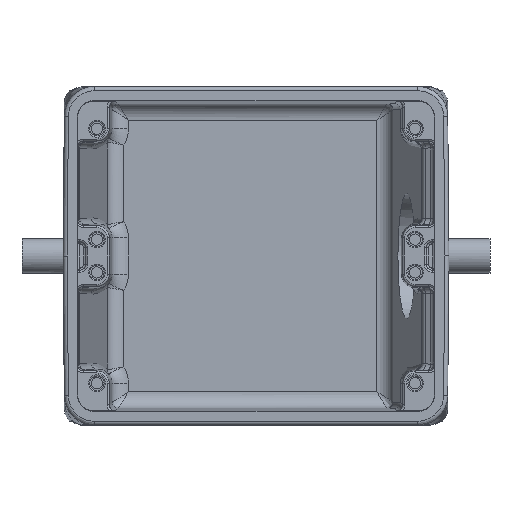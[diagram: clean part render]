
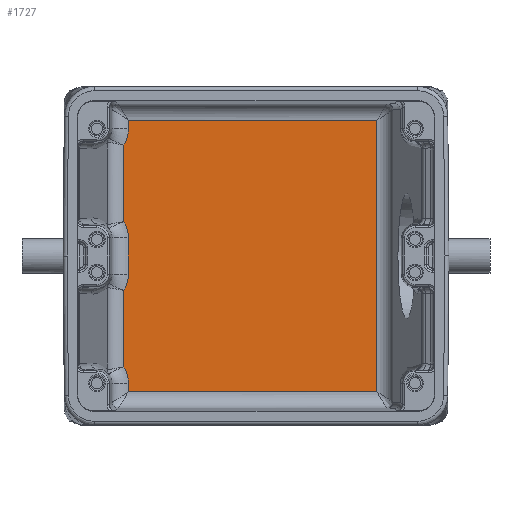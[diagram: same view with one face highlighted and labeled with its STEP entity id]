
A CAD part, front view. The second image highlights one B-rep face of the part: STEP entity #1727.
In plain terms, the highlighted planar face has unit normal (0, -1, 0).
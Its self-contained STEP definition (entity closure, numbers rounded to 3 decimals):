
#1029=FACE_OUTER_BOUND('',#2745,.T.);
#1727=ADVANCED_FACE('NONE',(#1029),#2033,.F.);
#2033=PLANE('',#10535);
#2745=EDGE_LOOP('',(#5619,#5620,#5621,#5622,#5623,#5624,#5625,#5626,#5627,
#5628,#5629,#5630));
#3223=CIRCLE('',#10444,7.646);
#3226=CIRCLE('',#10449,7.646);
#3229=CIRCLE('',#10454,7.646);
#3230=CIRCLE('',#10457,7.646);
#5619=ORIENTED_EDGE('',*,*,#7982,.F.);
#5620=ORIENTED_EDGE('',*,*,#7981,.F.);
#5621=ORIENTED_EDGE('',*,*,#7979,.F.);
#5622=ORIENTED_EDGE('',*,*,#7977,.F.);
#5623=ORIENTED_EDGE('',*,*,#7976,.F.);
#5624=ORIENTED_EDGE('',*,*,#7973,.F.);
#5625=ORIENTED_EDGE('',*,*,#7987,.F.);
#5626=ORIENTED_EDGE('',*,*,#8097,.T.);
#5627=ORIENTED_EDGE('',*,*,#7984,.F.);
#5628=ORIENTED_EDGE('',*,*,#8026,.F.);
#5629=ORIENTED_EDGE('',*,*,#7971,.F.);
#5630=ORIENTED_EDGE('',*,*,#7983,.F.);
#6556=VERTEX_POINT('',#16056);
#6559=VERTEX_POINT('',#16122);
#6568=VERTEX_POINT('',#16259);
#6571=VERTEX_POINT('',#16325);
#6638=VERTEX_POINT('',#17121);
#6641=VERTEX_POINT('',#17151);
#6734=VERTEX_POINT('',#17889);
#6735=VERTEX_POINT('',#17893);
#6737=VERTEX_POINT('',#17901);
#6738=VERTEX_POINT('',#17905);
#6739=VERTEX_POINT('',#17915);
#6741=VERTEX_POINT('',#17921);
#7971=EDGE_CURVE('NONE',#6734,#6641,#8787,.T.);
#7973=EDGE_CURVE('NONE',#6735,#6556,#3223,.T.);
#7976=EDGE_CURVE('NONE',#6556,#6559,#8788,.T.);
#7977=EDGE_CURVE('NONE',#6559,#6737,#3226,.T.);
#7979=EDGE_CURVE('NONE',#6737,#6738,#8789,.T.);
#7981=EDGE_CURVE('NONE',#6738,#6568,#3229,.T.);
#7982=EDGE_CURVE('NONE',#6568,#6571,#8790,.T.);
#7983=EDGE_CURVE('NONE',#6571,#6734,#3230,.T.);
#7984=EDGE_CURVE('NONE',#6638,#6739,#8791,.T.);
#7987=EDGE_CURVE('NONE',#6741,#6735,#8793,.T.);
#8026=EDGE_CURVE('NONE',#6641,#6638,#8813,.T.);
#8097=EDGE_CURVE('NONE',#6741,#6739,#8860,.T.);
#8787=LINE('',#17888,#9507);
#8788=LINE('',#17898,#9508);
#8789=LINE('',#17904,#9509);
#8790=LINE('',#17910,#9510);
#8791=LINE('',#17914,#9511);
#8793=LINE('',#17920,#9513);
#8813=LINE('',#18229,#9533);
#8860=LINE('',#18395,#9580);
#9507=VECTOR('',#12875,1.);
#9508=VECTOR('',#12888,1.);
#9509=VECTOR('',#12897,1.);
#9510=VECTOR('',#12906,1.);
#9511=VECTOR('',#12913,1.);
#9513=VECTOR('',#12919,1.);
#9533=VECTOR('',#12973,1.);
#9580=VECTOR('',#13134,1.);
#10444=AXIS2_PLACEMENT_3D('',#17892,#12880,#12881);
#10449=AXIS2_PLACEMENT_3D('',#17900,#12891,#12892);
#10454=AXIS2_PLACEMENT_3D('',#17908,#12902,#12903);
#10457=AXIS2_PLACEMENT_3D('',#17912,#12909,#12910);
#10535=AXIS2_PLACEMENT_3D('',#18396,#13135,#13136);
#12875=DIRECTION('',(0.,0.,1.));
#12880=DIRECTION('',(0.,-1.,0.));
#12881=DIRECTION('',(-1.,0.,0.));
#12888=DIRECTION('',(0.,0.,1.));
#12891=DIRECTION('',(0.,-1.,0.));
#12892=DIRECTION('',(0.,0.,1.));
#12897=DIRECTION('',(0.,0.,1.));
#12902=DIRECTION('',(0.,-1.,0.));
#12903=DIRECTION('',(-1.,0.,0.));
#12906=DIRECTION('',(0.,0.,1.));
#12909=DIRECTION('',(0.,-1.,0.));
#12910=DIRECTION('',(0.,0.,1.));
#12913=DIRECTION('',(0.,0.,-1.));
#12919=DIRECTION('',(0.,0.,1.));
#12973=DIRECTION('',(1.,0.,0.));
#13134=DIRECTION('',(1.,0.,0.));
#13135=DIRECTION('',(0.,1.,0.));
#13136=DIRECTION('',(0.,0.,1.));
#16056=CARTESIAN_POINT('',(-32.225,40.,-27.015));
#16122=CARTESIAN_POINT('',(-32.225,40.,-8.385));
#16259=CARTESIAN_POINT('',(-32.225,40.,8.385));
#16325=CARTESIAN_POINT('',(-32.225,40.,27.015));
#17121=CARTESIAN_POINT('',(29.448,40.,33.104));
#17151=CARTESIAN_POINT('',(-31.104,40.,33.104));
#17888=CARTESIAN_POINT('',(-31.104,40.,-37.75));
#17889=CARTESIAN_POINT('',(-31.104,40.,31.));
#17892=CARTESIAN_POINT('',(-38.75,40.,-31.));
#17893=CARTESIAN_POINT('',(-31.104,40.,-31.));
#17898=CARTESIAN_POINT('',(-32.225,40.,-37.75));
#17900=CARTESIAN_POINT('',(-38.75,40.,-4.4));
#17901=CARTESIAN_POINT('',(-31.104,40.,-4.4));
#17904=CARTESIAN_POINT('',(-31.104,40.,-37.75));
#17905=CARTESIAN_POINT('',(-31.104,40.,4.4));
#17908=CARTESIAN_POINT('',(-38.75,40.,4.4));
#17910=CARTESIAN_POINT('',(-32.225,40.,-37.75));
#17912=CARTESIAN_POINT('',(-38.75,40.,31.));
#17914=CARTESIAN_POINT('',(29.448,40.,-37.75));
#17915=CARTESIAN_POINT('',(29.448,40.,-33.104));
#17920=CARTESIAN_POINT('',(-31.104,40.,-37.75));
#17921=CARTESIAN_POINT('',(-31.104,40.,-33.104));
#18229=CARTESIAN_POINT('',(32.925,40.,33.104));
#18395=CARTESIAN_POINT('',(35.75,40.,-33.104));
#18396=CARTESIAN_POINT('',(32.925,40.,-37.75));
